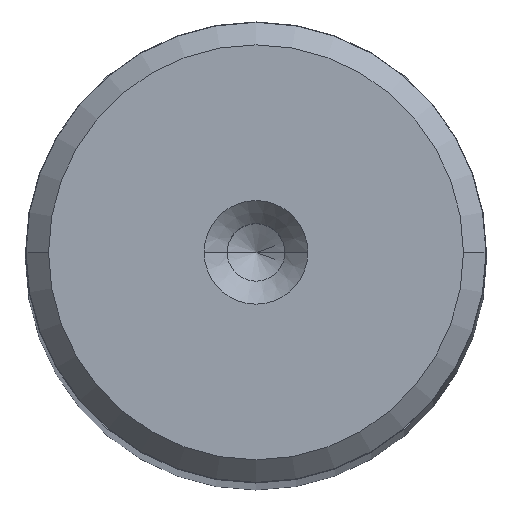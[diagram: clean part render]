
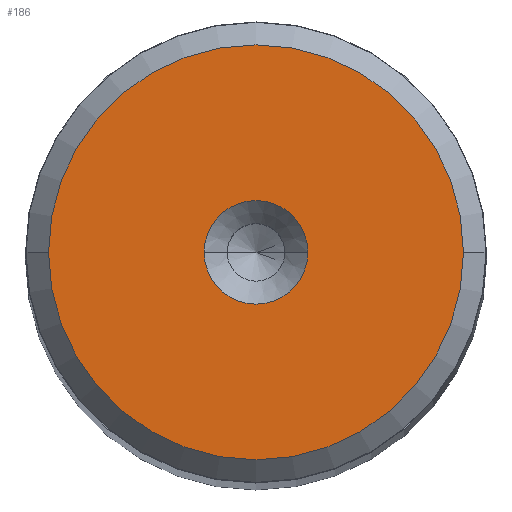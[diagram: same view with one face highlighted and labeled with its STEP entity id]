
A CAD part, top view. The second image highlights one B-rep face of the part: STEP entity #186.
In plain terms, the highlighted planar face has unit normal (0, 0, 1).
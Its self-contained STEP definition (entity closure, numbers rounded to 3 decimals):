
#54 = AXIS2_PLACEMENT_3D ( 'NONE', #1217, #906, #915 ) ;
#58 = CIRCLE ( 'NONE', #776, 2.25 ) ;
#98 = CARTESIAN_POINT ( 'NONE',  ( 0., 0., 180. ) ) ;
#180 = VERTEX_POINT ( 'NONE', #1024 ) ;
#186 = ADVANCED_FACE ( 'NONE', ( #506, #1274 ), #343, .T. ) ;
#226 = AXIS2_PLACEMENT_3D ( 'NONE', #1849, #355, #502 ) ;
#249 = ORIENTED_EDGE ( 'NONE', *, *, #1845, .T. ) ;
#343 = PLANE ( 'NONE',  #226 ) ;
#355 = DIRECTION ( 'NONE',  ( 0., 0., 1. ) ) ;
#369 = EDGE_LOOP ( 'NONE', ( #249, #1778 ) ) ;
#440 = CARTESIAN_POINT ( 'NONE',  ( 9.009, 0., 180. ) ) ;
#478 = VERTEX_POINT ( 'NONE', #440 ) ;
#502 = DIRECTION ( 'NONE',  ( 1., 0., 0. ) ) ;
#506 = FACE_BOUND ( 'NONE', #1870, .T. ) ;
#617 = VERTEX_POINT ( 'NONE', #780 ) ;
#618 = DIRECTION ( 'NONE',  ( 1., 0., 0. ) ) ;
#688 = CIRCLE ( 'NONE', #54, 2.25 ) ;
#763 = EDGE_CURVE ( 'NONE', #617, #180, #688, .T. ) ;
#776 = AXIS2_PLACEMENT_3D ( 'NONE', #981, #1456, #618 ) ;
#780 = CARTESIAN_POINT ( 'NONE',  ( 2.25, 0., 180. ) ) ;
#849 = CIRCLE ( 'NONE', #1092, 9.009 ) ;
#889 = DIRECTION ( 'NONE',  ( 1., 0., 0. ) ) ;
#906 = DIRECTION ( 'NONE',  ( 0., 0., 1. ) ) ;
#915 = DIRECTION ( 'NONE',  ( 1., 0., 0. ) ) ;
#933 = CARTESIAN_POINT ( 'NONE',  ( -9.009, 0., 180. ) ) ;
#981 = CARTESIAN_POINT ( 'NONE',  ( 0., 0., 180. ) ) ;
#1024 = CARTESIAN_POINT ( 'NONE',  ( -2.25, 0., 180. ) ) ;
#1092 = AXIS2_PLACEMENT_3D ( 'NONE', #1683, #1378, #889 ) ;
#1198 = ORIENTED_EDGE ( 'NONE', *, *, #2153, .F. ) ;
#1217 = CARTESIAN_POINT ( 'NONE',  ( 0., 0., 180. ) ) ;
#1274 = FACE_OUTER_BOUND ( 'NONE', #369, .T. ) ;
#1278 = ORIENTED_EDGE ( 'NONE', *, *, #763, .F. ) ;
#1350 = VERTEX_POINT ( 'NONE', #933 ) ;
#1378 = DIRECTION ( 'NONE',  ( 0., 0., 1. ) ) ;
#1433 = AXIS2_PLACEMENT_3D ( 'NONE', #98, #1749, #2108 ) ;
#1456 = DIRECTION ( 'NONE',  ( 0., 0., 1. ) ) ;
#1683 = CARTESIAN_POINT ( 'NONE',  ( 0., 0., 180. ) ) ;
#1749 = DIRECTION ( 'NONE',  ( 0., 0., 1. ) ) ;
#1778 = ORIENTED_EDGE ( 'NONE', *, *, #1898, .T. ) ;
#1845 = EDGE_CURVE ( 'NONE', #1350, #478, #849, .T. ) ;
#1849 = CARTESIAN_POINT ( 'NONE',  ( 0., 0., 180. ) ) ;
#1870 = EDGE_LOOP ( 'NONE', ( #1278, #1198 ) ) ;
#1898 = EDGE_CURVE ( 'NONE', #478, #1350, #2107, .T. ) ;
#2107 = CIRCLE ( 'NONE', #1433, 9.009 ) ;
#2108 = DIRECTION ( 'NONE',  ( 1., 0., 0. ) ) ;
#2153 = EDGE_CURVE ( 'NONE', #180, #617, #58, .T. ) ;
